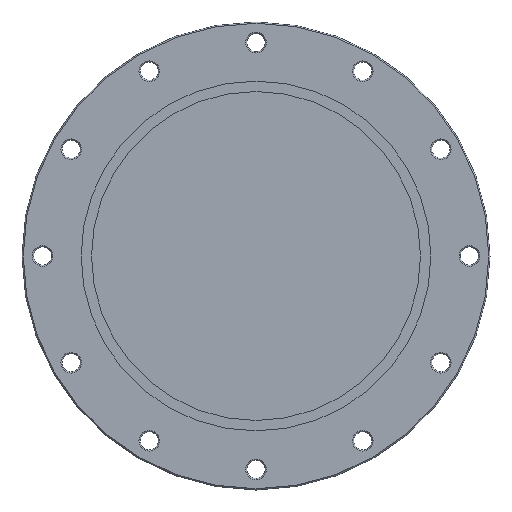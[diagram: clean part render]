
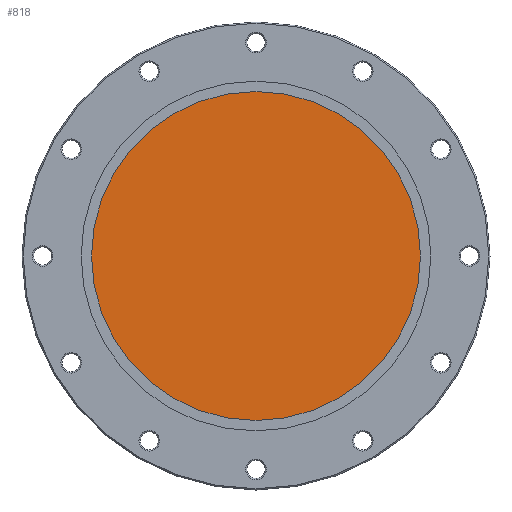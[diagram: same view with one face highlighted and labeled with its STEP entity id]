
A CAD part, left-side view. The second image highlights one B-rep face of the part: STEP entity #818.
In plain terms, the highlighted planar face has unit normal (-1, 0, 0).
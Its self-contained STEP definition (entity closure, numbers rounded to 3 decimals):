
#43=PLANE('',#951);
#101=FACE_OUTER_BOUND('',#171,.T.);
#171=EDGE_LOOP('',(#733,#734));
#326=CIRCLE('',#952,100.15);
#327=CIRCLE('',#953,100.15);
#400=VERTEX_POINT('',#1460);
#401=VERTEX_POINT('',#1461);
#513=EDGE_CURVE('',#400,#401,#326,.T.);
#514=EDGE_CURVE('',#401,#400,#327,.T.);
#733=ORIENTED_EDGE('',*,*,#513,.F.);
#734=ORIENTED_EDGE('',*,*,#514,.F.);
#818=ADVANCED_FACE('',(#101),#43,.T.);
#951=AXIS2_PLACEMENT_3D('',#1459,#1220,#1221);
#952=AXIS2_PLACEMENT_3D('',#1462,#1222,#1223);
#953=AXIS2_PLACEMENT_3D('',#1463,#1224,#1225);
#1220=DIRECTION('center_axis',(-1.,0.,0.));
#1221=DIRECTION('ref_axis',(0.,0.,1.));
#1222=DIRECTION('center_axis',(1.,0.,0.));
#1223=DIRECTION('ref_axis',(0.,0.,-1.));
#1224=DIRECTION('center_axis',(1.,0.,0.));
#1225=DIRECTION('ref_axis',(0.,0.,-1.));
#1459=CARTESIAN_POINT('Origin',(0.,100.15,0.));
#1460=CARTESIAN_POINT('',(0.,100.15,0.));
#1461=CARTESIAN_POINT('',(0.,-100.15,0.));
#1462=CARTESIAN_POINT('Origin',(0.,0.,0.));
#1463=CARTESIAN_POINT('Origin',(0.,0.,0.));
